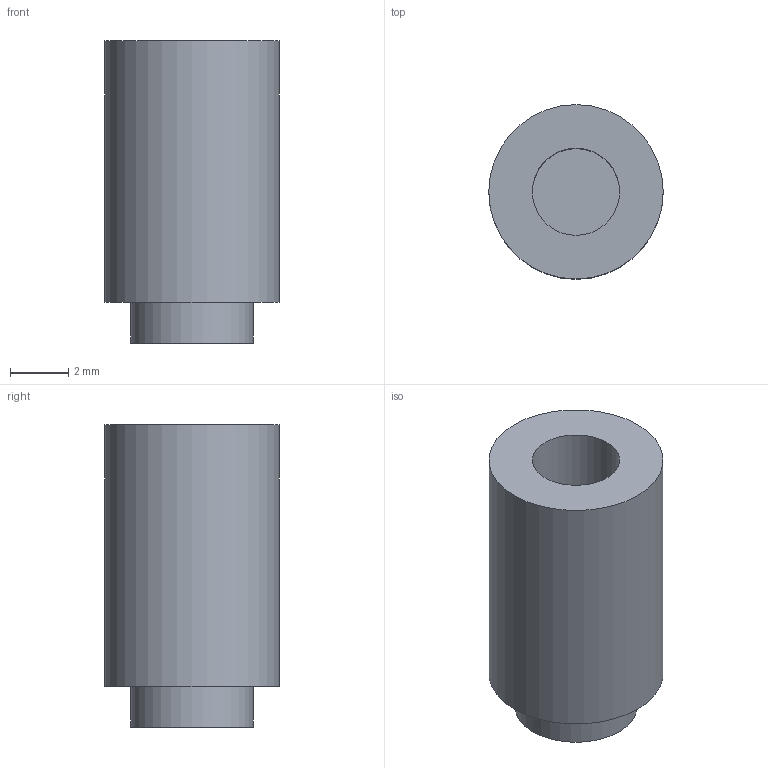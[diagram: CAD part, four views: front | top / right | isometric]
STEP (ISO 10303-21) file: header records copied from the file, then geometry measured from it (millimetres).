
FILE_DESCRIPTION(('FreeCAD Model'),'2;1');
FILE_NAME('M3_SMD_Standoff_9mm.step','2016-12-24T16:51:05',('Author'), (''),'Open CASCADE STEP processor 6.8','FreeCAD','Unknown');
FILE_SCHEMA(('AUTOMOTIVE_DESIGN_CC2 { 1 2 10303 214 -1 1 5 4 }'));
Length unit declared in the file: millimetre
Products named in the file (2): ASSEMBLY; 9774090360R_SMD_standoff
Assembly tree (1 placements, depth 2):
  ASSEMBLY
    9774090360R_SMD_standoff
Bounding box: 6 x 6 x 10.4 mm (x, y, z)
Volume: 203.2 mm3; surface area: 338.9 mm2
Topology: 1 solids, 1 shells, 7 faces, 9 edges, 6 vertices
Faces by surface type: plane 4, cylinder 3
Full cylindrical faces by diameter (mm): 3 x1, 4.2 x1, 6 x1
Entity records: 311 total; most frequent: CARTESIAN_POINT 54, DIRECTION 49, ORIENTED_EDGE 18, PCURVE 18, DEFINITIONAL_REPRESENTATION 18, AXIS2_PLACEMENT_3D 15, LINE 15, VECTOR 15
